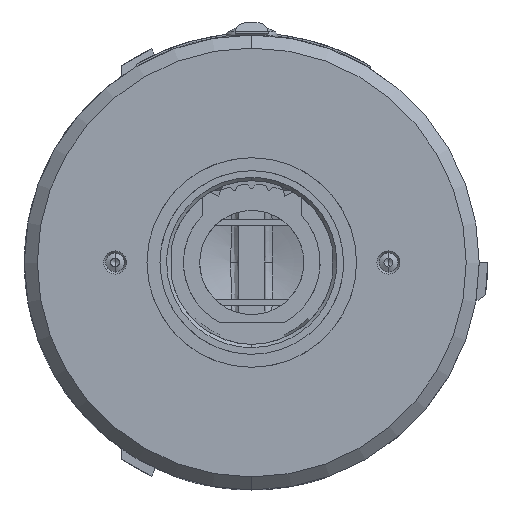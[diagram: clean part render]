
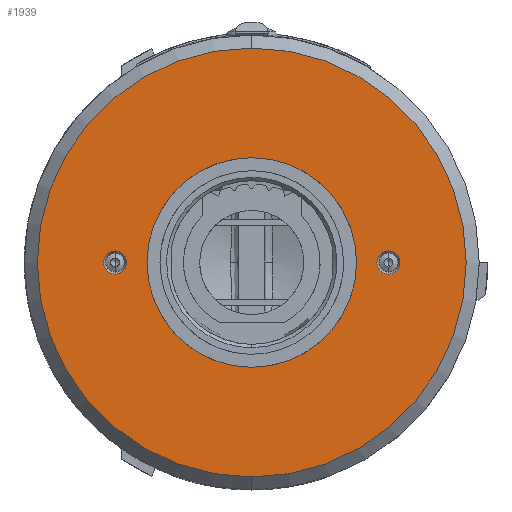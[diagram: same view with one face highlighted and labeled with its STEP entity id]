
A CAD part, front view. The second image highlights one B-rep face of the part: STEP entity #1939.
In plain terms, the highlighted planar face has unit normal (0, -1, 0).
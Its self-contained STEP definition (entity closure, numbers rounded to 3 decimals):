
#1939=ADVANCED_FACE('NONE',(#4789,#4790,#4791,#4792),#4793,.T.);
#4789=FACE_OUTER_BOUND('',#8935,.T.);
#4790=FACE_BOUND('',#8936,.T.);
#4791=FACE_BOUND('',#8937,.T.);
#4792=FACE_BOUND('',#8938,.T.);
#4793=PLANE('',#8939);
#8935=EDGE_LOOP('',(#18381,#18382));
#8936=EDGE_LOOP('',(#18383,#18384));
#8937=EDGE_LOOP('',(#18385,#18386));
#8938=EDGE_LOOP('',(#18387,#18388));
#8939=AXIS2_PLACEMENT_3D('',#18389,#18390,#18391);
#18381=ORIENTED_EDGE('',*,*,#27219,.F.);
#18382=ORIENTED_EDGE('',*,*,#28518,.F.);
#18383=ORIENTED_EDGE('',*,*,#28562,.T.);
#18384=ORIENTED_EDGE('',*,*,#27244,.T.);
#18385=ORIENTED_EDGE('',*,*,#27252,.T.);
#18386=ORIENTED_EDGE('',*,*,#28563,.T.);
#18387=ORIENTED_EDGE('',*,*,#27257,.T.);
#18388=ORIENTED_EDGE('',*,*,#28564,.T.);
#18389=CARTESIAN_POINT('',(0.0,-61.0,0.0));
#18390=DIRECTION('',(0.0,-1.0,0.0));
#18391=DIRECTION('',(0.0,0.0,-1.0));
#27219=EDGE_CURVE('NONE',#32334,#32335,#32336,.T.);
#27244=EDGE_CURVE('NONE',#32375,#32376,#32377,.T.);
#27252=EDGE_CURVE('NONE',#32391,#32389,#32392,.T.);
#27257=EDGE_CURVE('NONE',#32400,#32398,#32401,.T.);
#28518=EDGE_CURVE('NONE',#32335,#32334,#34481,.T.);
#28562=EDGE_CURVE('NONE',#32376,#32375,#34538,.T.);
#28563=EDGE_CURVE('NONE',#32389,#32391,#34539,.T.);
#28564=EDGE_CURVE('NONE',#32398,#32400,#34540,.T.);
#32334=VERTEX_POINT('NONE',#41360);
#32335=VERTEX_POINT('NONE',#41361);
#32336=CIRCLE('',#41362,32.95);
#32375=VERTEX_POINT('NONE',#41490);
#32376=VERTEX_POINT('NONE',#41491);
#32377=CIRCLE('',#41492,16.1);
#32389=VERTEX_POINT('NONE',#41608);
#32391=VERTEX_POINT('NONE',#41611);
#32392=CIRCLE('',#41612,1.769);
#32398=VERTEX_POINT('NONE',#41619);
#32400=VERTEX_POINT('NONE',#41622);
#32401=CIRCLE('',#41623,1.769);
#34481=CIRCLE('',#47424,32.95);
#34538=CIRCLE('',#47604,16.1);
#34539=CIRCLE('',#47605,1.769);
#34540=CIRCLE('',#47606,1.769);
#41360=CARTESIAN_POINT('',(0.0,-61.,32.95));
#41361=CARTESIAN_POINT('',(0.,-61.,-32.95));
#41362=AXIS2_PLACEMENT_3D('',#60806,#60807,#60808);
#41490=CARTESIAN_POINT('',(0.,-61.0,-16.1));
#41491=CARTESIAN_POINT('',(0.0,-61.0,16.1));
#41492=AXIS2_PLACEMENT_3D('',#60835,#60836,#60837);
#41608=CARTESIAN_POINT('',(-21.0,-61.,1.769));
#41611=CARTESIAN_POINT('',(-21.0,-61.,-1.769));
#41612=AXIS2_PLACEMENT_3D('',#60844,#60845,#60846);
#41619=CARTESIAN_POINT('',(21.0,-61.,1.769));
#41622=CARTESIAN_POINT('',(21.0,-61.,-1.769));
#41623=AXIS2_PLACEMENT_3D('',#60852,#60853,#60854);
#47424=AXIS2_PLACEMENT_3D('',#61942,#61943,#61944);
#47604=AXIS2_PLACEMENT_3D('',#61971,#61972,#61973);
#47605=AXIS2_PLACEMENT_3D('',#61974,#61975,#61976);
#47606=AXIS2_PLACEMENT_3D('',#61977,#61978,#61979);
#60806=CARTESIAN_POINT('',(0.0,-61.,0.0));
#60807=DIRECTION('',(0.0,1.0,0.0));
#60808=DIRECTION('',(0.0,0.0,1.0));
#60835=CARTESIAN_POINT('',(0.0,-61.0,0.0));
#60836=DIRECTION('',(0.0,1.0,0.0));
#60837=DIRECTION('',(0.0,0.0,1.0));
#60844=CARTESIAN_POINT('',(-21.0,-61.,0.));
#60845=DIRECTION('',(-0.0,1.0,0.));
#60846=DIRECTION('',(0.0,0.,-1.0));
#60852=CARTESIAN_POINT('',(21.0,-61.,0.));
#60853=DIRECTION('',(0.0,1.0,0.));
#60854=DIRECTION('',(0.0,0.,-1.0));
#61942=CARTESIAN_POINT('',(0.0,-61.,0.0));
#61943=DIRECTION('',(0.0,1.0,0.0));
#61944=DIRECTION('',(0.0,0.0,1.0));
#61971=CARTESIAN_POINT('',(0.0,-61.0,0.0));
#61972=DIRECTION('',(0.0,1.0,0.0));
#61973=DIRECTION('',(0.0,0.0,1.0));
#61974=CARTESIAN_POINT('',(-21.0,-61.,0.));
#61975=DIRECTION('',(-0.0,1.0,0.));
#61976=DIRECTION('',(0.0,0.,-1.0));
#61977=CARTESIAN_POINT('',(21.0,-61.,0.));
#61978=DIRECTION('',(0.0,1.0,0.));
#61979=DIRECTION('',(0.0,0.,-1.0));
